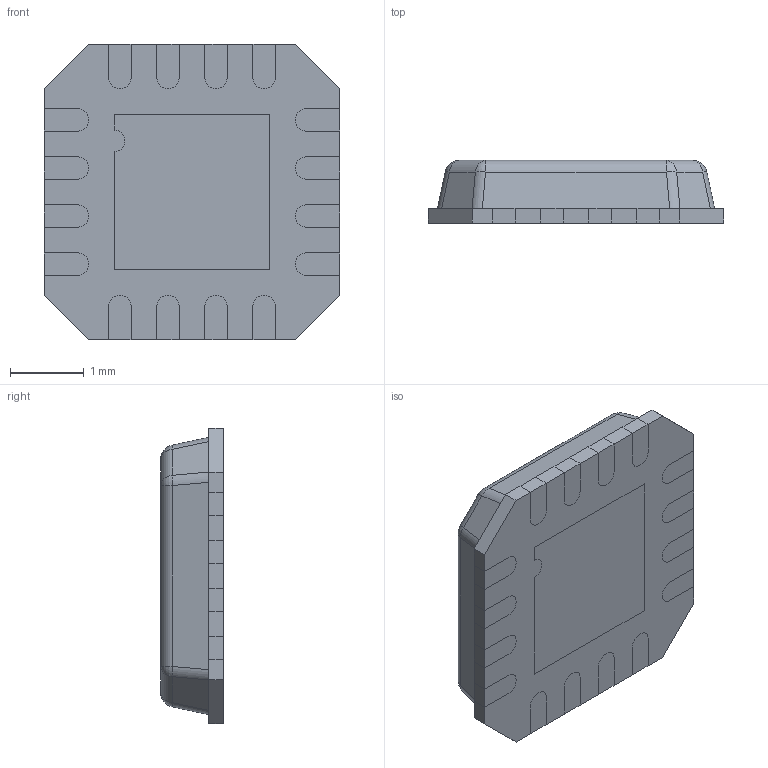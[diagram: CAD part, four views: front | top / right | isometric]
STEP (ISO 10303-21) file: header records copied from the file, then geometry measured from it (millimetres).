
FILE_DESCRIPTION (( 'STEP AP214' ), '1' );
FILE_NAME ('AD8318ACPZ-REEL7.STEP', '2022-09-15T04:27:29', ( '' ), ( '' ), 'SwSTEP 2.0', 'SolidWorks 2018', '' );
FILE_SCHEMA (( 'AUTOMOTIVE_DESIGN' ));
Length unit declared in the file: millimetre
Products named in the file (1): AD8318ACPZ-REEL7
Bounding box: 4 x 0.85 x 4 mm (x, y, z)
Volume: 11.2 mm3; surface area: 39.9 mm2
Topology: 1 solids, 1 shells, 95 faces, 292 edges, 194 vertices
Faces by surface type: plane 69, cylinder 18, sphere 8
Entity records: 3608 total; most frequent: CARTESIAN_POINT 598, ORIENTED_EDGE 568, DIRECTION 529, EDGE_CURVE 284, LINE 215, VECTOR 215, VERTEX_POINT 194, AXIS2_PLACEMENT_3D 157
